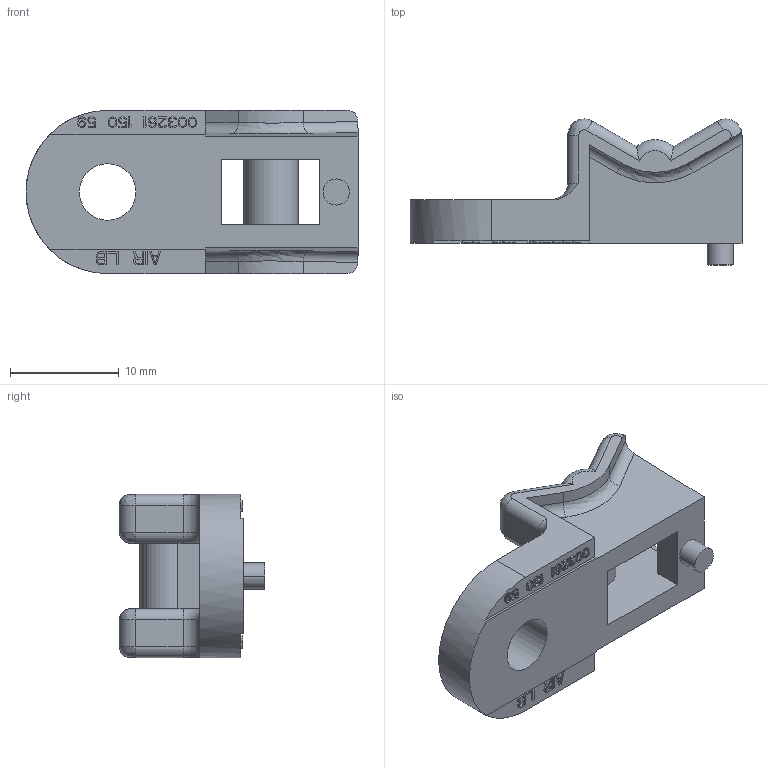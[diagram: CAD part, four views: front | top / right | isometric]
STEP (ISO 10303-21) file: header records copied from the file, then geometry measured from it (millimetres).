
FILE_DESCRIPTION((''),'2;1');
FILE_NAME('003261_150_59','2020-01-31T',('presta_be4'),(''),'CREO PARAMETRIC BY PTC INC, 2018360','CREO PARAMETRIC BY PTC INC, 2018360','');
FILE_SCHEMA(('CONFIG_CONTROL_DESIGN'));
Length unit declared in the file: millimetre
Products named in the file (1): 003261_150_59
Bounding box: 30.5 x 13.4 x 15 mm (x, y, z)
Volume: 1918.4 mm3; surface area: 1791.1 mm2
Topology: 1 solids, 1 shells, 624 faces, 1767 edges, 1168 vertices
Faces by surface type: plane 575, cylinder 33, bspline 10, torus 6
Entity records: 20193 total; most frequent: CARTESIAN_POINT 3967, ORIENTED_EDGE 3534, DIRECTION 3043, EDGE_CURVE 1767, VECTOR 1671, LINE 1671, VERTEX_POINT 1168, AXIS2_PLACEMENT_3D 686
